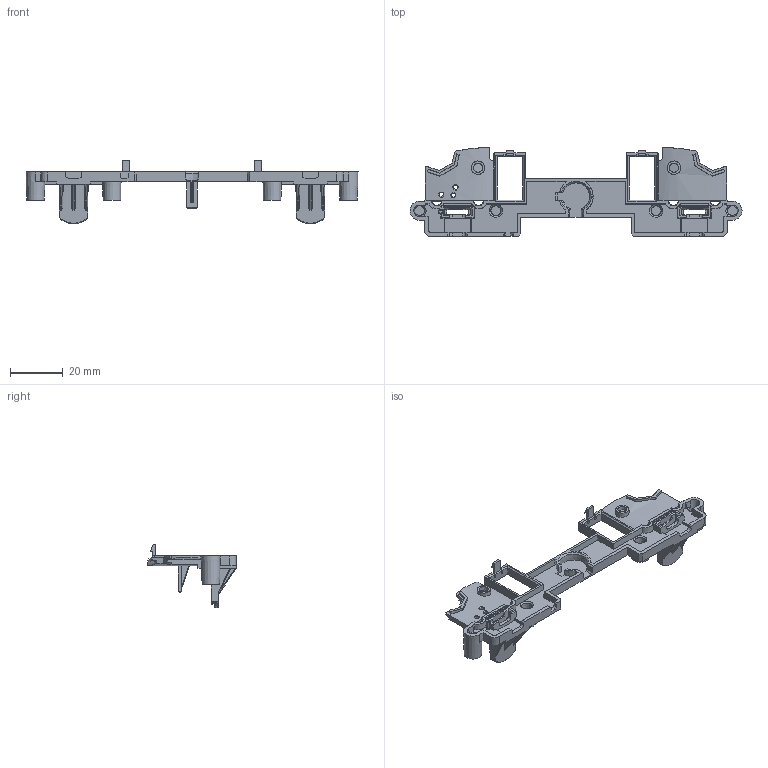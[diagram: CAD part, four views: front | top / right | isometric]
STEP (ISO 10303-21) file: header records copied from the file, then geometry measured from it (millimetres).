
FILE_DESCRIPTION(/* description */ (''),/* implementation_level */ '2;1');
FILE_NAME(/* name */ 'Trigger Bracket.step',/* time_stamp */ '2023-11-08T14:57:54-08:00',/* author */ (''),/* organization */ (''),/* preprocessor_version */ 'ST-DEVELOPER v20',/* originating_system */ 'Autodesk Translation Framework v12.14.0.127',/* authorisation */ '');
FILE_SCHEMA (('AUTOMOTIVE_DESIGN { 1 0 10303 214 3 1 1 }'));
Length unit declared in the file: millimetre
Products named in the file (1): TriggerBracket
Bounding box: 126.16 x 33.81 x 24.15 mm (x, y, z)
Volume: 7051.8 mm3; surface area: 10553.2 mm2
Topology: 1 solids, 1 shells, 447 faces, 1293 edges, 849 vertices
Faces by surface type: plane 326, cone 64, bspline 30, cylinder 27
Full cylindrical faces by diameter (mm): 1.5 x1, 1.65 x1
Entity records: 17192 total; most frequent: CARTESIAN_POINT 5878, ORIENTED_EDGE 2586, DIRECTION 2040, EDGE_CURVE 1293, LINE 860, VECTOR 860, VERTEX_POINT 849, AXIS2_PLACEMENT_3D 590
